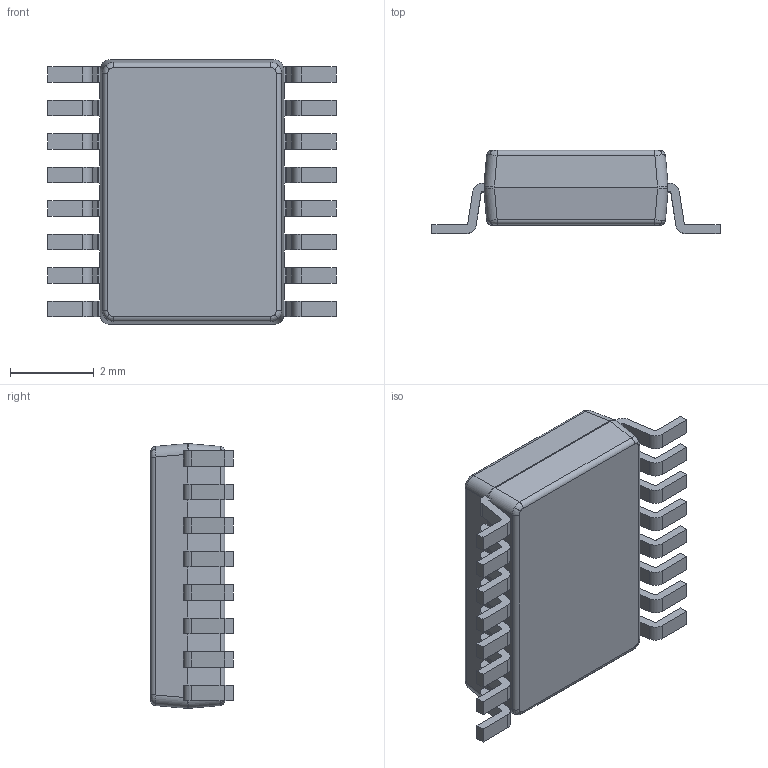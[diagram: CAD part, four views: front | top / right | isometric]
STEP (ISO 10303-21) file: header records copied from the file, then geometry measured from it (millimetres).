
FILE_DESCRIPTION (( 'STEP AP214' ), '1' );
FILE_NAME ('User Library-ssop-16 0.0315pol.STEP', '2010-10-17T08:51:35', ( 'sysAdmin' ), ( 'SolidWorks' ), 'SwSTEP 2.0', 'SolidWorks 2010', '' );
FILE_SCHEMA (( 'AUTOMOTIVE_DESIGN' ));
Length unit declared in the file: inch
Products named in the file (1): User Library-ssop-16 0.0315pol
Bounding box: 6.88 x 1.98 x 6.32 mm (x, y, z)
Volume: 50.3 mm3; surface area: 125.4 mm2
Topology: 1 solids, 1 shells, 263 faces, 752 edges, 492 vertices
Faces by surface type: plane 155, cylinder 84, bspline 20, torus 4
Entity records: 9769 total; most frequent: CARTESIAN_POINT 2228, ORIENTED_EDGE 1504, DIRECTION 1348, EDGE_CURVE 752, VECTOR 524, LINE 524, VERTEX_POINT 492, AXIS2_PLACEMENT_3D 412
